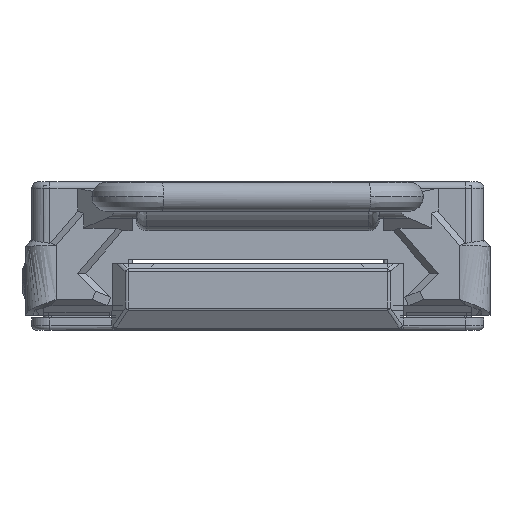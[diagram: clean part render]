
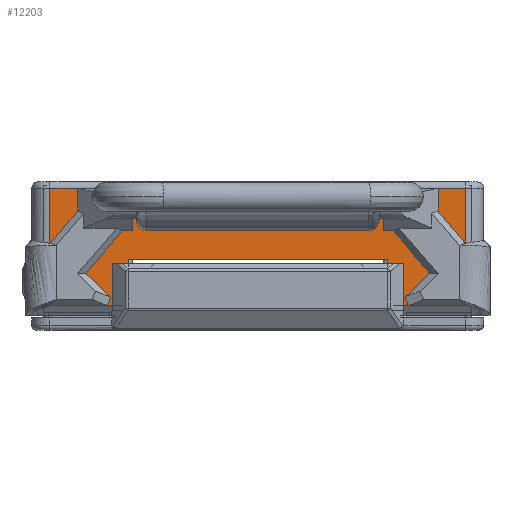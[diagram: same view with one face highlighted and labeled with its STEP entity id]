
A CAD part, front view. The second image highlights one B-rep face of the part: STEP entity #12203.
In plain terms, the highlighted planar face has unit normal (0, -1, 0).
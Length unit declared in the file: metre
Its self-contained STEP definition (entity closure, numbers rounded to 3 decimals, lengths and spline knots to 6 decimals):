
#257=PLANE('',#13457);
#1094=LINE('',#21000,#2030);
#1095=LINE('',#21003,#2031);
#1096=LINE('',#21005,#2032);
#1097=LINE('',#21007,#2033);
#1098=LINE('',#21009,#2034);
#1099=LINE('',#21011,#2035);
#1100=LINE('',#21013,#2036);
#1101=LINE('',#21015,#2037);
#1102=LINE('',#21017,#2038);
#1103=LINE('',#21019,#2039);
#1104=LINE('',#21021,#2040);
#1105=LINE('',#21023,#2041);
#1106=LINE('',#21025,#2042);
#1107=LINE('',#21027,#2043);
#1108=LINE('',#21029,#2044);
#1109=LINE('',#21031,#2045);
#1110=LINE('',#21033,#2046);
#1111=LINE('',#21035,#2047);
#1112=LINE('',#21037,#2048);
#1113=LINE('',#21039,#2049);
#1114=LINE('',#21040,#2050);
#1115=LINE('',#21043,#2051);
#1116=LINE('',#21045,#2052);
#1117=LINE('',#21047,#2053);
#2030=VECTOR('',#16209,1.);
#2031=VECTOR('',#16210,1.);
#2032=VECTOR('',#16211,1.);
#2033=VECTOR('',#16212,1.);
#2034=VECTOR('',#16213,1.);
#2035=VECTOR('',#16214,1.);
#2036=VECTOR('',#16215,1.);
#2037=VECTOR('',#16216,1.);
#2038=VECTOR('',#16217,1.);
#2039=VECTOR('',#16218,1.);
#2040=VECTOR('',#16219,1.);
#2041=VECTOR('',#16220,1.);
#2042=VECTOR('',#16221,1.);
#2043=VECTOR('',#16222,1.);
#2044=VECTOR('',#16223,1.);
#2045=VECTOR('',#16224,1.);
#2046=VECTOR('',#16225,1.);
#2047=VECTOR('',#16226,1.);
#2048=VECTOR('',#16227,1.);
#2049=VECTOR('',#16228,1.);
#2050=VECTOR('',#16229,1.);
#2051=VECTOR('',#16230,1.);
#2052=VECTOR('',#16231,1.);
#2053=VECTOR('',#16232,1.);
#5314=ORIENTED_EDGE('',*,*,#7579,.F.);
#5315=ORIENTED_EDGE('',*,*,#7580,.F.);
#5316=ORIENTED_EDGE('',*,*,#7581,.F.);
#5317=ORIENTED_EDGE('',*,*,#7582,.T.);
#5318=ORIENTED_EDGE('',*,*,#7583,.T.);
#5319=ORIENTED_EDGE('',*,*,#7584,.F.);
#5320=ORIENTED_EDGE('',*,*,#7585,.F.);
#5321=ORIENTED_EDGE('',*,*,#7586,.F.);
#5322=ORIENTED_EDGE('',*,*,#7587,.T.);
#5323=ORIENTED_EDGE('',*,*,#7588,.T.);
#5324=ORIENTED_EDGE('',*,*,#7589,.T.);
#5325=ORIENTED_EDGE('',*,*,#7590,.T.);
#5326=ORIENTED_EDGE('',*,*,#7591,.F.);
#5327=ORIENTED_EDGE('',*,*,#7592,.F.);
#5328=ORIENTED_EDGE('',*,*,#7593,.T.);
#5329=ORIENTED_EDGE('',*,*,#7594,.T.);
#5330=ORIENTED_EDGE('',*,*,#7595,.T.);
#5331=ORIENTED_EDGE('',*,*,#7596,.T.);
#5332=ORIENTED_EDGE('',*,*,#7597,.T.);
#5333=ORIENTED_EDGE('',*,*,#7598,.F.);
#5334=ORIENTED_EDGE('',*,*,#7599,.T.);
#5335=ORIENTED_EDGE('',*,*,#7600,.T.);
#5336=ORIENTED_EDGE('',*,*,#7601,.T.);
#5337=ORIENTED_EDGE('',*,*,#7602,.T.);
#7579=EDGE_CURVE('',#8934,#8935,#1094,.T.);
#7580=EDGE_CURVE('',#8936,#8934,#1095,.T.);
#7581=EDGE_CURVE('',#8937,#8936,#1096,.T.);
#7582=EDGE_CURVE('',#8937,#8938,#1097,.T.);
#7583=EDGE_CURVE('',#8938,#8939,#1098,.T.);
#7584=EDGE_CURVE('',#8940,#8939,#1099,.T.);
#7585=EDGE_CURVE('',#8941,#8940,#1100,.T.);
#7586=EDGE_CURVE('',#8942,#8941,#1101,.T.);
#7587=EDGE_CURVE('',#8942,#8943,#1102,.T.);
#7588=EDGE_CURVE('',#8943,#8944,#1103,.T.);
#7589=EDGE_CURVE('',#8944,#8945,#1104,.T.);
#7590=EDGE_CURVE('',#8945,#8946,#1105,.T.);
#7591=EDGE_CURVE('',#8947,#8946,#1106,.T.);
#7592=EDGE_CURVE('',#8948,#8947,#1107,.T.);
#7593=EDGE_CURVE('',#8948,#8949,#1108,.T.);
#7594=EDGE_CURVE('',#8949,#8950,#1109,.T.);
#7595=EDGE_CURVE('',#8950,#8951,#1110,.T.);
#7596=EDGE_CURVE('',#8951,#8952,#1111,.T.);
#7597=EDGE_CURVE('',#8952,#8953,#1112,.T.);
#7598=EDGE_CURVE('',#8935,#8953,#1113,.T.);
#7599=EDGE_CURVE('',#8954,#8955,#1114,.T.);
#7600=EDGE_CURVE('',#8955,#8956,#1115,.T.);
#7601=EDGE_CURVE('',#8956,#8957,#1116,.T.);
#7602=EDGE_CURVE('',#8957,#8954,#1117,.T.);
#8934=VERTEX_POINT('',#21001);
#8935=VERTEX_POINT('',#21002);
#8936=VERTEX_POINT('',#21004);
#8937=VERTEX_POINT('',#21006);
#8938=VERTEX_POINT('',#21008);
#8939=VERTEX_POINT('',#21010);
#8940=VERTEX_POINT('',#21012);
#8941=VERTEX_POINT('',#21014);
#8942=VERTEX_POINT('',#21016);
#8943=VERTEX_POINT('',#21018);
#8944=VERTEX_POINT('',#21020);
#8945=VERTEX_POINT('',#21022);
#8946=VERTEX_POINT('',#21024);
#8947=VERTEX_POINT('',#21026);
#8948=VERTEX_POINT('',#21028);
#8949=VERTEX_POINT('',#21030);
#8950=VERTEX_POINT('',#21032);
#8951=VERTEX_POINT('',#21034);
#8952=VERTEX_POINT('',#21036);
#8953=VERTEX_POINT('',#21038);
#8954=VERTEX_POINT('',#21041);
#8955=VERTEX_POINT('',#21042);
#8956=VERTEX_POINT('',#21044);
#8957=VERTEX_POINT('',#21046);
#10326=EDGE_LOOP('',(#5314,#5315,#5316,#5317,#5318,#5319,#5320,#5321,#5322,
#5323,#5324,#5325,#5326,#5327,#5328,#5329,#5330,#5331,#5332,#5333));
#10327=EDGE_LOOP('',(#5334,#5335,#5336,#5337));
#11442=FACE_BOUND('',#10326,.T.);
#11443=FACE_BOUND('',#10327,.T.);
#12203=ADVANCED_FACE('',(#11442,#11443),#257,.T.);
#13457=AXIS2_PLACEMENT_3D('',#20999,#16207,#16208);
#16207=DIRECTION('',(0.,-1.,0.));
#16208=DIRECTION('',(0.,0.,-1.));
#16209=DIRECTION('',(-0.652,0.,-0.758));
#16210=DIRECTION('',(0.,0.,-1.));
#16211=DIRECTION('',(-1.,0.,0.));
#16212=DIRECTION('',(0.,0.,-1.));
#16213=DIRECTION('',(-1.,0.,0.));
#16214=DIRECTION('',(0.652,0.,0.758));
#16215=DIRECTION('',(-0.722,0.,0.692));
#16216=DIRECTION('',(0.373,0.,0.928));
#16217=DIRECTION('',(1.,0.,0.));
#16218=DIRECTION('',(-0.373,0.,0.928));
#16219=DIRECTION('',(0.722,0.,0.692));
#16220=DIRECTION('',(-0.652,0.,0.758));
#16221=DIRECTION('',(1.,0.,0.));
#16222=DIRECTION('',(0.,0.,-1.));
#16223=DIRECTION('',(1.,0.,0.));
#16224=DIRECTION('',(0.,0.,-1.));
#16225=DIRECTION('',(0.652,0.,-0.758));
#16226=DIRECTION('',(0.,0.,1.));
#16227=DIRECTION('',(-1.,0.,0.));
#16228=DIRECTION('',(0.,0.,1.));
#16229=DIRECTION('',(1.,0.,0.));
#16230=DIRECTION('',(0.,0.,-1.));
#16231=DIRECTION('',(-1.,0.,0.));
#16232=DIRECTION('',(0.,0.,1.));
#20999=CARTESIAN_POINT('',(-0.002246,-0.017084,-0.001015));
#21000=CARTESIAN_POINT('',(-0.019704,-0.017084,0.004478));
#21001=CARTESIAN_POINT('',(-0.017053,-0.017084,0.007559));
#21002=CARTESIAN_POINT('',(-0.019325,-0.017084,0.004919));
#21003=CARTESIAN_POINT('',(-0.017053,-0.017084,0.005943));
#21004=CARTESIAN_POINT('',(-0.017053,-0.017084,0.009443));
#21005=CARTESIAN_POINT('',(-0.017053,-0.017084,0.009443));
#21006=CARTESIAN_POINT('',(-0.012553,-0.017084,0.009443));
#21007=CARTESIAN_POINT('',(-0.012553,-0.017084,0.007943));
#21008=CARTESIAN_POINT('',(-0.012553,-0.017084,0.005943));
#21009=CARTESIAN_POINT('',(-0.013553,-0.017084,0.005943));
#21010=CARTESIAN_POINT('',(-0.013369,-0.017084,0.005943));
#21011=CARTESIAN_POINT('',(-0.012078,-0.017084,0.007444));
#21012=CARTESIAN_POINT('',(-0.016376,-0.017084,0.002448));
#21013=CARTESIAN_POINT('',(-0.007289,-0.017084,-0.006272));
#21014=CARTESIAN_POINT('',(-0.014333,-0.017084,0.000487));
#21015=CARTESIAN_POINT('',(-0.014333,-0.017084,0.000487));
#21016=CARTESIAN_POINT('',(-0.014614,-0.017084,-0.000213));
#21017=CARTESIAN_POINT('',(-0.002246,-0.017084,-0.000213));
#21018=CARTESIAN_POINT('',(0.010123,-0.017084,-0.000213));
#21019=CARTESIAN_POINT('',(0.009841,-0.017084,0.000487));
#21020=CARTESIAN_POINT('',(0.009841,-0.017084,0.000487));
#21021=CARTESIAN_POINT('',(0.002798,-0.017084,-0.006272));
#21022=CARTESIAN_POINT('',(0.011885,-0.017084,0.002448));
#21023=CARTESIAN_POINT('',(0.007587,-0.017084,0.007444));
#21024=CARTESIAN_POINT('',(0.008878,-0.017084,0.005943));
#21025=CARTESIAN_POINT('',(0.009062,-0.017084,0.005943));
#21026=CARTESIAN_POINT('',(0.008062,-0.017084,0.005943));
#21027=CARTESIAN_POINT('',(0.008062,-0.017084,0.007943));
#21028=CARTESIAN_POINT('',(0.008062,-0.017084,0.009443));
#21029=CARTESIAN_POINT('',(0.012562,-0.017084,0.009443));
#21030=CARTESIAN_POINT('',(0.012562,-0.017084,0.009443));
#21031=CARTESIAN_POINT('',(0.012562,-0.017084,0.005943));
#21032=CARTESIAN_POINT('',(0.012562,-0.017084,0.007559));
#21033=CARTESIAN_POINT('',(0.015213,-0.017084,0.004478));
#21034=CARTESIAN_POINT('',(0.014834,-0.017084,0.004919));
#21035=CARTESIAN_POINT('',(0.014834,-0.017084,-0.001015));
#21036=CARTESIAN_POINT('',(0.014834,-0.017084,0.00945));
#21037=CARTESIAN_POINT('',(-0.002246,-0.017084,0.00945));
#21038=CARTESIAN_POINT('',(-0.019325,-0.017084,0.00945));
#21039=CARTESIAN_POINT('',(-0.019325,-0.017084,-0.001013));
#21040=CARTESIAN_POINT('',(-0.002246,-0.017084,0.003618));
#21041=CARTESIAN_POINT('',(-0.012903,-0.017084,0.003618));
#21042=CARTESIAN_POINT('',(0.008412,-0.017084,0.003618));
#21043=CARTESIAN_POINT('',(0.008412,-0.017084,-0.001015));
#21044=CARTESIAN_POINT('',(0.008412,-0.017084,0.001493));
#21045=CARTESIAN_POINT('',(-0.002246,-0.017084,0.001493));
#21046=CARTESIAN_POINT('',(-0.012903,-0.017084,0.001493));
#21047=CARTESIAN_POINT('',(-0.012903,-0.017084,-0.001015));
